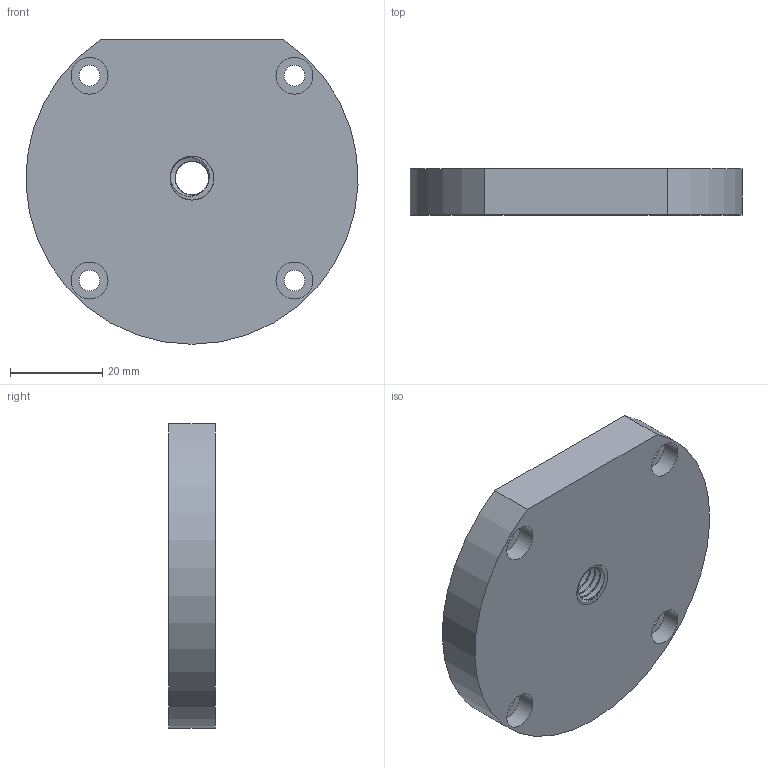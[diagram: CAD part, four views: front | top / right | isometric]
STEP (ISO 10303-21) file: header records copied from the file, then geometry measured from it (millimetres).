
FILE_DESCRIPTION(/* description */ (''),/* implementation_level */ '2;1');
FILE_NAME(/* name */ 'Access Cap.stp',/* time_stamp */ '2025-10-29T12:15:14-04:00',/* author */ ('mumin'),/* organization */ (''),/* preprocessor_version */ 'ST-DEVELOPER v20',/* originating_system */ 'Autodesk Inventor 2025',/* authorisation */ '');
FILE_SCHEMA (('AUTOMOTIVE_DESIGN { 1 0 10303 214 3 1 1 }'));
Length unit declared in the file: millimetre
Products named in the file (1): Access Cap
Bounding box: 71.95 x 10 x 66 mm (x, y, z)
Volume: 36689.8 mm3; surface area: 12568.5 mm2
Topology: 2 solids, 2 shells, 316 faces, 852 edges, 568 vertices
Faces by surface type: bspline 161, plane 134, cylinder 21
Full cylindrical faces by diameter (mm): 4.5 x4, 7.276 x6, 8 x4, 9.5 x2, 47 x1, 51 x1
Entity records: 14496 total; most frequent: CARTESIAN_POINT 7612, ORIENTED_EDGE 1704, EDGE_CURVE 852, DIRECTION 849, VERTEX_POINT 568, LINE 481, VECTOR 481, EDGE_LOOP 356
